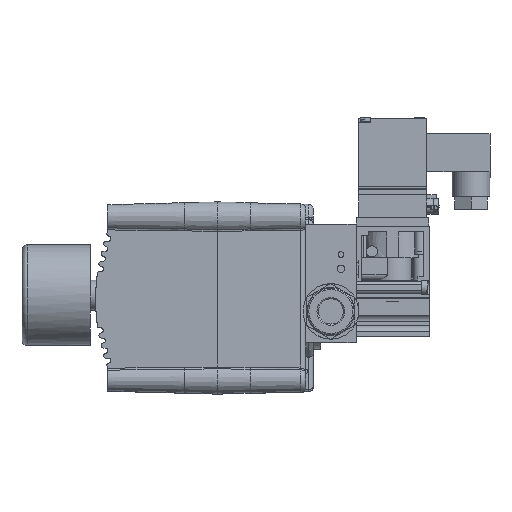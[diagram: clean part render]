
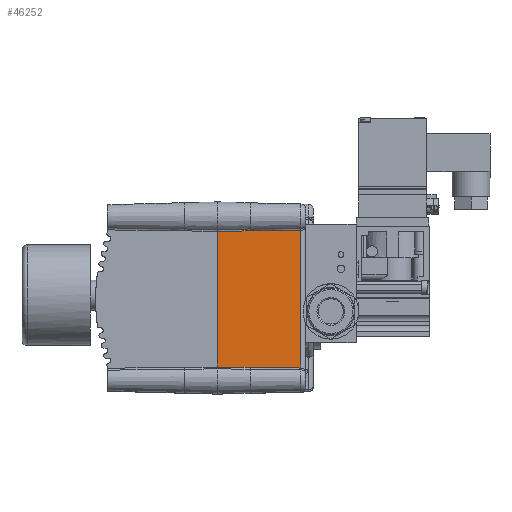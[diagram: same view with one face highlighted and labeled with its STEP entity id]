
A CAD part, left-side view. The second image highlights one B-rep face of the part: STEP entity #46252.
In plain terms, the highlighted planar face has unit normal (-1, -0.026, 0).
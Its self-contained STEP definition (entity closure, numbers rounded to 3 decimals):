
#551=B_SPLINE_CURVE_WITH_KNOTS('',3,(#89917,#89918,#89919,#89920,#89921,
#89922),.UNSPECIFIED.,.F.,.F.,(4,2,4),(0.,0.013,0.02),
 .UNSPECIFIED.);
#552=B_SPLINE_CURVE_WITH_KNOTS('',3,(#89926,#89927,#89928,#89929),
 .UNSPECIFIED.,.F.,.F.,(4,4),(0.,0.013),.UNSPECIFIED.);
#553=B_SPLINE_CURVE_WITH_KNOTS('',3,(#89933,#89934,#89935,#89936),
 .UNSPECIFIED.,.F.,.F.,(4,4),(0.,0.013),
 .UNSPECIFIED.);
#554=B_SPLINE_CURVE_WITH_KNOTS('',3,(#89939,#89940,#89941,#89942,#89943,
#89944,#89945),.UNSPECIFIED.,.F.,.F.,(4,3,4),(0.,0.013,
0.02),.UNSPECIFIED.);
#5208=FACE_OUTER_BOUND('',#8113,.T.);
#8113=EDGE_LOOP('',(#36355,#36356,#36357,#36358,#36359,#36360,#36361,#36362));
#11908=LINE('',#89915,#16183);
#11909=LINE('',#89924,#16184);
#11910=LINE('',#89931,#16185);
#11911=LINE('',#89938,#16186);
#16183=VECTOR('',#59613,54.578);
#16184=VECTOR('',#59614,0.035);
#16185=VECTOR('',#59615,53.805);
#16186=VECTOR('',#59616,0.013);
#20475=VERTEX_POINT('',#82559);
#20483=VERTEX_POINT('',#83620);
#20600=VERTEX_POINT('',#89916);
#20601=VERTEX_POINT('',#89923);
#20602=VERTEX_POINT('',#89925);
#20603=VERTEX_POINT('',#89930);
#20604=VERTEX_POINT('',#89932);
#20605=VERTEX_POINT('',#89937);
#26118=EDGE_CURVE('',#20483,#20475,#11908,.T.);
#26119=EDGE_CURVE('',#20475,#20600,#551,.T.);
#26120=EDGE_CURVE('',#20601,#20600,#11909,.T.);
#26121=EDGE_CURVE('',#20601,#20602,#552,.T.);
#26122=EDGE_CURVE('',#20603,#20602,#11910,.T.);
#26123=EDGE_CURVE('',#20603,#20604,#553,.T.);
#26124=EDGE_CURVE('',#20605,#20604,#11911,.T.);
#26125=EDGE_CURVE('',#20605,#20483,#554,.T.);
#36355=ORIENTED_EDGE('',*,*,#26118,.T.);
#36356=ORIENTED_EDGE('',*,*,#26119,.T.);
#36357=ORIENTED_EDGE('',*,*,#26120,.F.);
#36358=ORIENTED_EDGE('',*,*,#26121,.T.);
#36359=ORIENTED_EDGE('',*,*,#26122,.F.);
#36360=ORIENTED_EDGE('',*,*,#26123,.T.);
#36361=ORIENTED_EDGE('',*,*,#26124,.F.);
#36362=ORIENTED_EDGE('',*,*,#26125,.T.);
#43877=PLANE('',#50138);
#46252=ADVANCED_FACE('',(#5208),#43877,.T.);
#50138=AXIS2_PLACEMENT_3D('',#89914,#59611,#59612);
#59611=DIRECTION('center_axis',(-1.,-0.026,
0.));
#59612=DIRECTION('ref_axis',(0.,0.,1.));
#59613=DIRECTION('',(0.,0.,1.));
#59614=DIRECTION('',(0.,0.,-1.));
#59615=DIRECTION('',(0.,0.,1.));
#59616=DIRECTION('',(0.,0.,1.));
#82559=CARTESIAN_POINT('',(-126.828,-53.395,26.808));
#83620=CARTESIAN_POINT('',(-126.828,-53.395,-27.77));
#89914=CARTESIAN_POINT('Origin',(-127.34,-33.842,27.055));
#89915=CARTESIAN_POINT('',(-126.828,-53.395,-27.77));
#89916=CARTESIAN_POINT('',(-127.353,-33.342,26.555));
#89917=CARTESIAN_POINT('Ctrl Pts',(-126.828,-53.395,
26.808));
#89918=CARTESIAN_POINT('Ctrl Pts',(-126.939,-49.137,
26.753));
#89919=CARTESIAN_POINT('Ctrl Pts',(-127.051,-44.878,
26.699));
#89920=CARTESIAN_POINT('Ctrl Pts',(-127.226,-38.194,
26.615));
#89921=CARTESIAN_POINT('Ctrl Pts',(-127.289,-35.768,
26.585));
#89922=CARTESIAN_POINT('Ctrl Pts',(-127.353,-33.342,
26.555));
#89923=CARTESIAN_POINT('',(-127.353,-33.342,26.59));
#89924=CARTESIAN_POINT('',(-127.353,-33.342,-30.071));
#89925=CARTESIAN_POINT('',(-127.693,-20.342,26.432));
#89926=CARTESIAN_POINT('Ctrl Pts',(-127.353,-33.342,
26.59));
#89927=CARTESIAN_POINT('Ctrl Pts',(-127.466,-29.009,
26.537));
#89928=CARTESIAN_POINT('Ctrl Pts',(-127.58,-24.676,
26.484));
#89929=CARTESIAN_POINT('Ctrl Pts',(-127.693,-20.342,
26.432));
#89930=CARTESIAN_POINT('',(-127.693,-20.342,-27.373));
#89931=CARTESIAN_POINT('',(-127.693,-20.342,-27.373));
#89932=CARTESIAN_POINT('',(-127.353,-33.342,-27.52));
#89933=CARTESIAN_POINT('Ctrl Pts',(-127.693,-20.342,
-27.373));
#89934=CARTESIAN_POINT('Ctrl Pts',(-127.58,-24.676,
-27.421));
#89935=CARTESIAN_POINT('Ctrl Pts',(-127.466,-29.009,
-27.471));
#89936=CARTESIAN_POINT('Ctrl Pts',(-127.353,-33.342,
-27.52));
#89937=CARTESIAN_POINT('',(-127.353,-33.342,-27.534));
#89938=CARTESIAN_POINT('',(-127.353,-33.342,-27.534));
#89939=CARTESIAN_POINT('Ctrl Pts',(-127.353,-33.342,
-27.534));
#89940=CARTESIAN_POINT('Ctrl Pts',(-127.239,-37.684,
-27.583));
#89941=CARTESIAN_POINT('Ctrl Pts',(-127.125,-42.025,
-27.634));
#89942=CARTESIAN_POINT('Ctrl Pts',(-127.012,-46.367,
-27.686));
#89943=CARTESIAN_POINT('Ctrl Pts',(-126.95,-48.709,
-27.713));
#89944=CARTESIAN_POINT('Ctrl Pts',(-126.889,-51.052,-27.741));
#89945=CARTESIAN_POINT('Ctrl Pts',(-126.828,-53.395,
-27.77));
